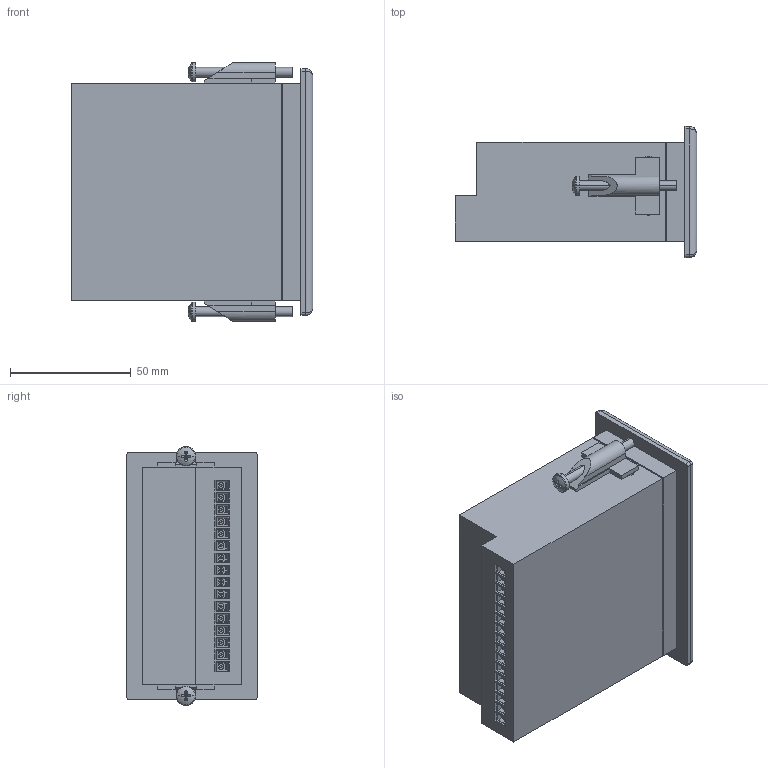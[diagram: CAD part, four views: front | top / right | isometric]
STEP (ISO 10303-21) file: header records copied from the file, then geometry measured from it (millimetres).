
FILE_DESCRIPTION (( 'STEP AP214' ), '1' );
FILE_NAME ('3D ìîäåëü ÒÕ01-Ù2.STEP', '2017-02-27T09:40:56', ( 'adm' ), ( 'MICROSOFT' ), 'SwSTEP 2.0', 'SolidWorks 2011', '' );
FILE_SCHEMA (( 'AUTOMOTIVE_DESIGN' ));
Length unit declared in the file: millimetre
Products named in the file (9): pan cross head_am_B18.6.7M - M4 x 0.7 x 40 Type I Cross Recessed PHMS --40N; ﾇ琥韲; ÒÕ01-Ù2 çàä; ÒÕ01-Ù2 ïåðåä; 3D ìîäåëü ÒÕ01-Ù2; Óïëîòíèòåëü; TH01_002F02M; 鏢鵿櫡 膹樦擨鴀鍒; 抔樦憵
Assembly tree (25 placements, depth 3):
  3D ìîäåëü ÒÕ01-Ù2
    ÒÕ01-Ù2 ïåðåä
    ÒÕ01-Ù2 çàä
    ﾇ琥韲  x2
    pan cross head_am_B18.6.7M - M4 x 0.7 x 40 Type I Cross Recessed PHMS --40N  x2
    鏢鵿櫡 膹樦擨鴀鍒
      抔樦憵  x16
    TH01_002F02M
    Óïëîòíèòåëü
Bounding box: 100 x 54 x 107 mm (x, y, z)
Volume: 81833.2 mm3; surface area: 95759.7 mm2
Topology: 24 solids, 24 shells, 1622 faces, 4017 edges, 2642 vertices
Faces by surface type: plane 1172, cylinder 272, bspline 170, torus 4, sphere 4
Entity records: 35531 total; most frequent: CARTESIAN_POINT 7193, ORIENTED_EDGE 4668, DIRECTION 3654, EDGE_CURVE 2334, VECTOR 1840, LINE 1840, VERTEX_POINT 1546, EDGE_LOOP 1068
